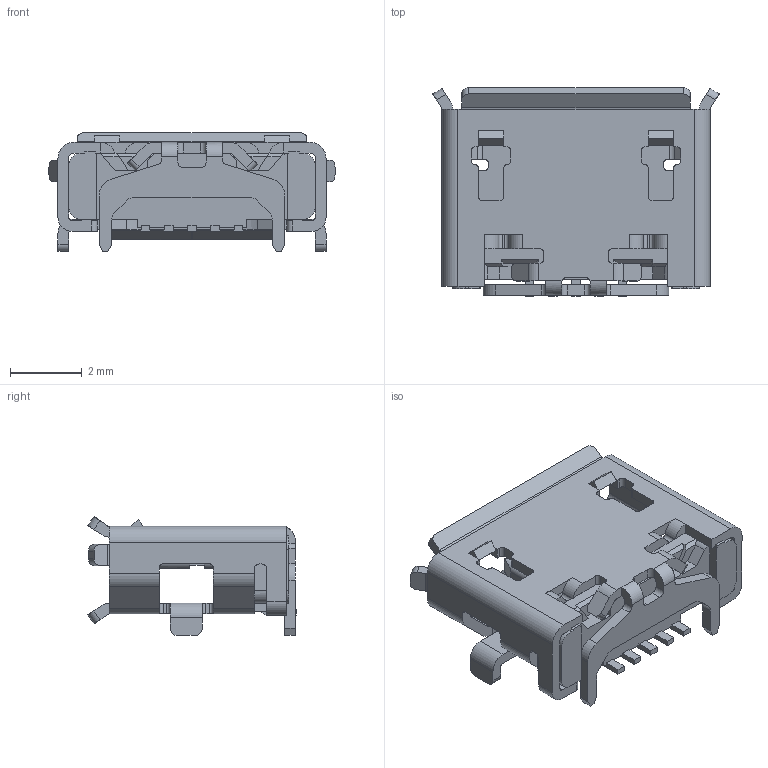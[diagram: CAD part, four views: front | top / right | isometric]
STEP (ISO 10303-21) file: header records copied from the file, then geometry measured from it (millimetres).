
FILE_DESCRIPTION(('CoCreate Modeling STEP Export'),'2;1');
FILE_NAME('0101010X0-XXX 全插式无翻边.stp','2017-05-27T15:04:56',(''),(''),'CoCreate Modeling STEP processor for AP214 (Solid Model)','CoCreate Modeling 16.00 13-May-2008 (C) Parametric Technology GmbH','');
FILE_SCHEMA(('AUTOMOTIVE_DESIGN { 1 0 10303 214 1 1 1 1 }'));
Length unit declared in the file: millimetre
Products named in the file (4): hosing; molding; 全插式有翻边; 0101010X0-XXX_全插式有翻边.stp
Assembly tree (3 placements, depth 4):
  0101010X0-XXX_全插式有翻边.stp
    全插式有翻边
      molding
        hosing
Bounding box: 8 x 5.82 x 3.33 mm (x, y, z)
Volume: 45.6 mm3; surface area: 273.8 mm2
Topology: 1 solids, 16 shells, 802 faces, 2250 edges, 1452 vertices
Faces by surface type: plane 552, cylinder 240, cone 10
Entity records: 25080 total; most frequent: ORIENTED_EDGE 4512, CARTESIAN_POINT 4424, DIRECTION 4095, EDGE_CURVE 2250, VECTOR 1653, LINE 1653, VERTEX_POINT 1452, AXIS2_PLACEMENT_3D 1221
